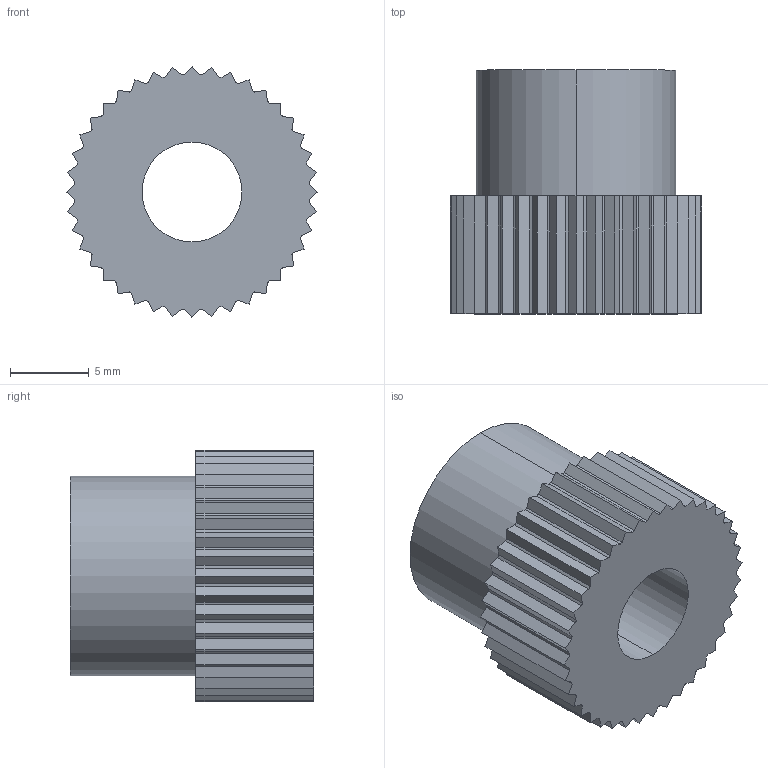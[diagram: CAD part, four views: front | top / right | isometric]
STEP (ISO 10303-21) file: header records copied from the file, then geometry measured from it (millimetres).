
FILE_DESCRIPTION (( 'STEP AP203' ), '1' );
FILE_NAME ('13-018419.step', '2022-02-15T16:25:44', ( '' ), ( '' ), 'SwSTEP 2.0', 'SolidWorks 2021', '' );
FILE_SCHEMA (( 'CONFIG_CONTROL_DESIGN' ));
Length unit declared in the file: millimetre
Products named in the file (1): 13-018419
Bounding box: 16 x 15.5 x 16 mm (x, y, z)
Volume: 1922.1 mm3; surface area: 1422.9 mm2
Topology: 1 solids, 1 shells, 127 faces, 372 edges, 248 vertices
Faces by surface type: plane 83, cylinder 44
Entity records: 4295 total; most frequent: CARTESIAN_POINT 748, ORIENTED_EDGE 744, DIRECTION 716, EDGE_CURVE 372, LINE 284, VECTOR 284, VERTEX_POINT 248, AXIS2_PLACEMENT_3D 216
